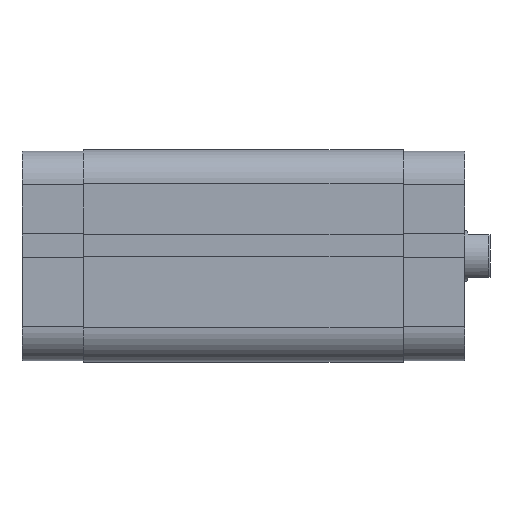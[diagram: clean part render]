
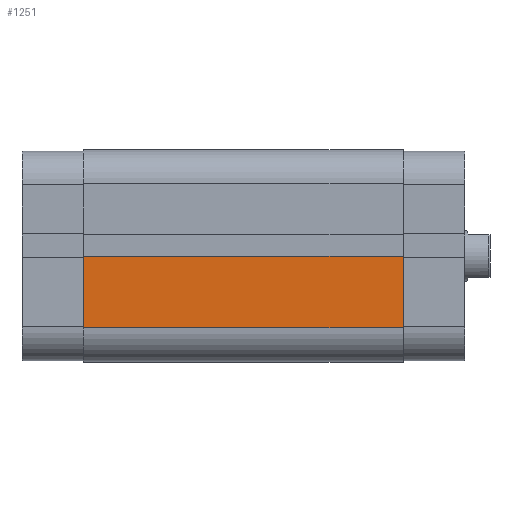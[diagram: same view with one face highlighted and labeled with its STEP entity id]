
A CAD part, top view. The second image highlights one B-rep face of the part: STEP entity #1251.
In plain terms, the highlighted face is planar.
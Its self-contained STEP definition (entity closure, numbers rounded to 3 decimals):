
#120 = EDGE_CURVE ( 'NONE', #908, #919, #3835, .T. ) ;
#128 = EDGE_CURVE ( 'NONE', #908, #946, #3855, .T. ) ;
#315 = EDGE_CURVE ( 'NONE', #919, #953, #4389, .T. ) ;
#509 = EDGE_CURVE ( 'NONE', #946, #953, #5026, .T. ) ;
#908 = VERTEX_POINT ( 'NONE', #3300 ) ;
#919 = VERTEX_POINT ( 'NONE', #3311 ) ;
#946 = VERTEX_POINT ( 'NONE', #3338 ) ;
#953 = VERTEX_POINT ( 'NONE', #3345 ) ;
#1251 = ADVANCED_FACE ( 'NONE', ( #5604 ), #4393, .F. ) ;
#1610 = EDGE_LOOP ( 'NONE', ( #1709, #1710, #1711, #1712 ) ) ;
#1709 = ORIENTED_EDGE ( 'NONE', *, *, #315, .T. ) ;
#1710 = ORIENTED_EDGE ( 'NONE', *, *, #509, .F. ) ;
#1711 = ORIENTED_EDGE ( 'NONE', *, *, #128, .F. ) ;
#1712 = ORIENTED_EDGE ( 'NONE', *, *, #120, .T. ) ;
#2249 = CARTESIAN_POINT ( 'NONE',  ( 0.1, -25., 75.5 ) ) ;
#2252 = DIRECTION ( 'NONE',  ( 0., 0., -1. ) ) ;
#2261 = CARTESIAN_POINT ( 'NONE',  ( 0., -25., 75.5 ) ) ;
#2268 = DIRECTION ( 'NONE',  ( 1., 0., 0. ) ) ;
#2633 = CARTESIAN_POINT ( 'NONE',  ( 0., -25., 0. ) ) ;
#2636 = DIRECTION ( 'NONE',  ( 1., 0., 0. ) ) ;
#3028 = CARTESIAN_POINT ( 'NONE',  ( 17., -25., 75.5 ) ) ;
#3029 = DIRECTION ( 'NONE',  ( 0., 0., -1. ) ) ;
#3300 = CARTESIAN_POINT ( 'NONE',  ( 0.1, -25., 75.5 ) ) ;
#3311 = CARTESIAN_POINT ( 'NONE',  ( 0.1, -25., 0. ) ) ;
#3338 = CARTESIAN_POINT ( 'NONE',  ( 17., -25., 75.5 ) ) ;
#3345 = CARTESIAN_POINT ( 'NONE',  ( 17., -25., 0. ) ) ;
#3506 = AXIS2_PLACEMENT_3D ( 'NONE', #4391, #4397, #4399 ) ;
#3835 = LINE ( 'NONE', #2249, #3842 ) ;
#3842 = VECTOR ( 'NONE', #2252, 1000. ) ;
#3850 = VECTOR ( 'NONE', #2268, 1000. ) ;
#3855 = LINE ( 'NONE', #2261, #3850 ) ;
#4389 = LINE ( 'NONE', #2633, #4395 ) ;
#4391 = CARTESIAN_POINT ( 'NONE',  ( 0., -25., 75.5 ) ) ;
#4393 = PLANE ( 'NONE',  #3506 ) ;
#4395 = VECTOR ( 'NONE', #2636, 1000. ) ;
#4397 = DIRECTION ( 'NONE',  ( 0., 1., 0. ) ) ;
#4399 = DIRECTION ( 'NONE',  ( -1., 0., 0. ) ) ;
#5026 = LINE ( 'NONE', #3028, #5029 ) ;
#5029 = VECTOR ( 'NONE', #3029, 1000. ) ;
#5604 = FACE_OUTER_BOUND ( 'NONE', #1610, .T. ) ;
